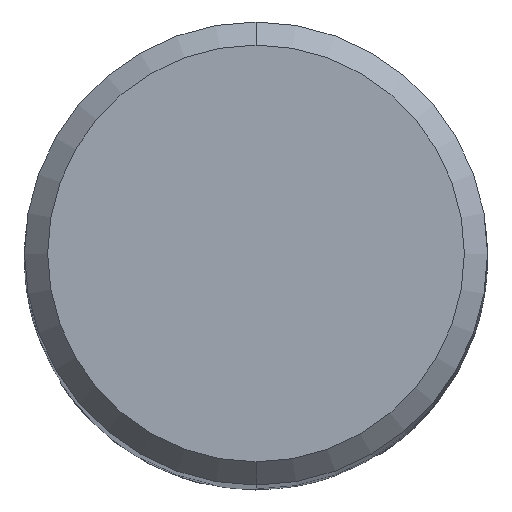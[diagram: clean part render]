
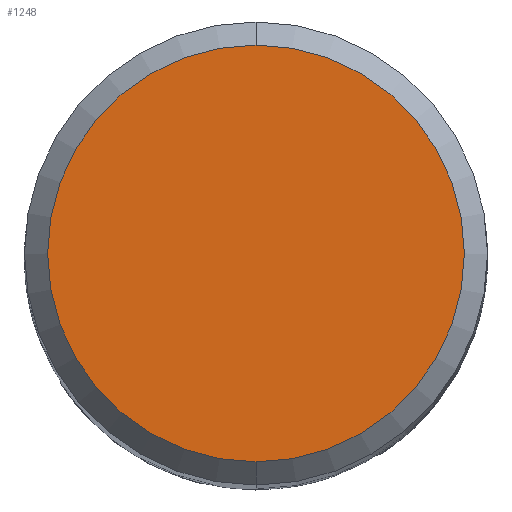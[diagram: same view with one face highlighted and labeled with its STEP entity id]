
A CAD part, top view. The second image highlights one B-rep face of the part: STEP entity #1248.
In plain terms, the highlighted planar face has unit normal (0, 0, 1).
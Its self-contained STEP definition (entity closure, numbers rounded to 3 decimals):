
#548=EDGE_CURVE('',#808,#726,#1398,.T.);
#596=EDGE_CURVE('',#726,#808,#1451,.T.);
#726=VERTEX_POINT('',#1599);
#808=VERTEX_POINT('',#1685);
#1248=ADVANCED_FACE('',(#2160),#2161,.T.);
#1398=CIRCLE('',#2850,3.6);
#1451=CIRCLE('',#3014,3.6);
#1599=CARTESIAN_POINT('',(0.0,3.6,0.0));
#1685=CARTESIAN_POINT('',(0.,-3.6,0.0));
#2160=FACE_OUTER_BOUND('',#6843,.T.);
#2161=PLANE('',#6844);
#2850=AXIS2_PLACEMENT_3D('',#7151,#7152,#7153);
#3014=AXIS2_PLACEMENT_3D('',#7226,#7227,#7228);
#6843=EDGE_LOOP('',(#8015,#8016));
#6844=AXIS2_PLACEMENT_3D('',#8017,#8018,#8019);
#7151=CARTESIAN_POINT('',(0.0,0.0,0.0));
#7152=DIRECTION('',(0.0,0.0,-1.0));
#7153=DIRECTION('',(0.0,1.0,0.0));
#7226=CARTESIAN_POINT('',(0.0,0.0,0.0));
#7227=DIRECTION('',(0.0,0.0,-1.0));
#7228=DIRECTION('',(0.0,1.0,0.0));
#8015=ORIENTED_EDGE('',*,*,#596,.F.);
#8016=ORIENTED_EDGE('',*,*,#548,.F.);
#8017=CARTESIAN_POINT('',(0.0,1.8,0.0));
#8018=DIRECTION('',(-0.0,0.0,1.0));
#8019=DIRECTION('',(0.0,-1.0,0.0));
